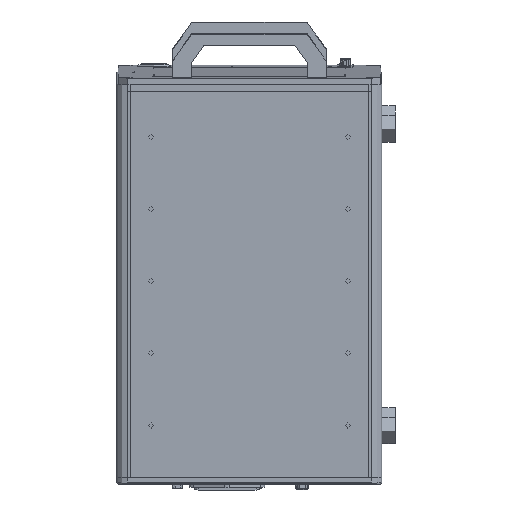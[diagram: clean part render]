
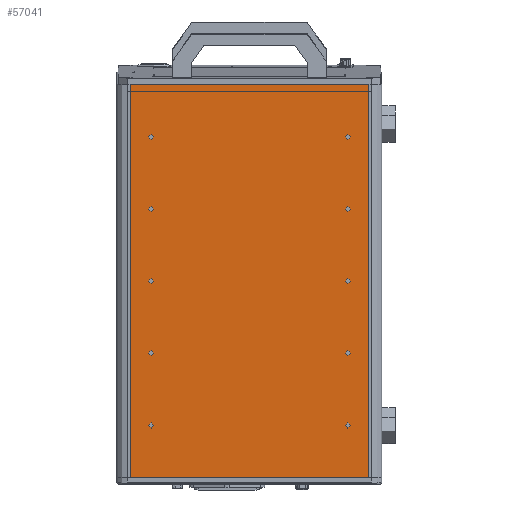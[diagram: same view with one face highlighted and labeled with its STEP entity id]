
A CAD part, left-side view. The second image highlights one B-rep face of the part: STEP entity #57041.
In plain terms, the highlighted planar face has unit normal (-0.999, 0, -0.035).
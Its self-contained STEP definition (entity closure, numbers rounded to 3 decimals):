
#1606 = DIRECTION ( 'NONE',  ( 0.999, 0., 0.035 ) ) ;
#2020 = VECTOR ( 'NONE', #25139, 1000. ) ;
#2627 = VERTEX_POINT ( 'NONE', #68902 ) ;
#2803 = DIRECTION ( 'NONE',  ( 0.999, 0., 0.035 ) ) ;
#3111 = CARTESIAN_POINT ( 'NONE',  ( -412.755, 176.003, 276.364 ) ) ;
#4635 = FACE_BOUND ( 'NONE', #56105, .T. ) ;
#4814 = EDGE_LOOP ( 'NONE', ( #64699 ) ) ;
#5494 = CARTESIAN_POINT ( 'NONE',  ( -405.674, 101.003, 71.487 ) ) ;
#5891 = FACE_BOUND ( 'NONE', #34037, .T. ) ;
#5894 = EDGE_CURVE ( 'NONE', #38920, #38920, #45017, .T. ) ;
#6250 = VERTEX_POINT ( 'NONE', #17387 ) ;
#7508 = DIRECTION ( 'NONE',  ( -0.035, 0., 0.999 ) ) ;
#7786 = DIRECTION ( 'NONE',  ( -0.035, 0., 0.999 ) ) ;
#9094 = CARTESIAN_POINT ( 'NONE',  ( -414.724, 176.003, 333.33 ) ) ;
#9515 = VERTEX_POINT ( 'NONE', #21056 ) ;
#9837 = EDGE_LOOP ( 'NONE', ( #41901 ) ) ;
#9843 = DIRECTION ( 'NONE',  ( 0.999, 0., 0.035 ) ) ;
#10064 = VECTOR ( 'NONE', #16833, 1000. ) ;
#10605 = EDGE_LOOP ( 'NONE', ( #46365 ) ) ;
#10808 = EDGE_LOOP ( 'NONE', ( #47915 ) ) ;
#10989 = EDGE_CURVE ( 'NONE', #50956, #6250, #11072, .T. ) ;
#11072 = LINE ( 'NONE', #5494, #2020 ) ;
#11479 = FACE_BOUND ( 'NONE', #43000, .T. ) ;
#12635 = CARTESIAN_POINT ( 'NONE',  ( -410.925, 176.003, 223.396 ) ) ;
#12798 = AXIS2_PLACEMENT_3D ( 'NONE', #44381, #44812, #25989 ) ;
#12950 = CARTESIAN_POINT ( 'NONE',  ( -412.825, 176.003, 278.363 ) ) ;
#13277 = CARTESIAN_POINT ( 'NONE',  ( -407.125, 176.003, 113.461 ) ) ;
#14784 = ORIENTED_EDGE ( 'NONE', *, *, #10989, .T. ) ;
#16022 = CIRCLE ( 'NONE', #46101, 2. ) ;
#16448 = CARTESIAN_POINT ( 'NONE',  ( -412.825, 26.003, 278.363 ) ) ;
#16833 = DIRECTION ( 'NONE',  ( 0.035, 0., -0.999 ) ) ;
#17387 = CARTESIAN_POINT ( 'NONE',  ( -405.674, 10., 71.487 ) ) ;
#18311 = PLANE ( 'NONE',  #12798 ) ;
#18788 = DIRECTION ( 'NONE',  ( -0.035, 0., 0.999 ) ) ;
#18897 = CARTESIAN_POINT ( 'NONE',  ( -416.037, 101.003, 371.308 ) ) ;
#18986 = EDGE_CURVE ( 'NONE', #84450, #84450, #29243, .T. ) ;
#19165 = DIRECTION ( 'NONE',  ( 0.999, 0., 0.035 ) ) ;
#21056 = CARTESIAN_POINT ( 'NONE',  ( -410.925, 26.003, 223.396 ) ) ;
#21323 = LINE ( 'NONE', #26910, #36728 ) ;
#21917 = VERTEX_POINT ( 'NONE', #59119 ) ;
#22129 = EDGE_LOOP ( 'NONE', ( #76297 ) ) ;
#22562 = AXIS2_PLACEMENT_3D ( 'NONE', #67410, #1606, #39658 ) ;
#24684 = DIRECTION ( 'NONE',  ( -0.035, 0., 0.999 ) ) ;
#24730 = DIRECTION ( 'NONE',  ( -0.035, 0., 0.999 ) ) ;
#25094 = EDGE_CURVE ( 'NONE', #54084, #54084, #16022, .T. ) ;
#25139 = DIRECTION ( 'NONE',  ( 0., -1., 0. ) ) ;
#25288 = LINE ( 'NONE', #18897, #68111 ) ;
#25668 = DIRECTION ( 'NONE',  ( 0.999, 0., 0.035 ) ) ;
#25989 = DIRECTION ( 'NONE',  ( -0.035, 0., 0.999 ) ) ;
#26126 = EDGE_CURVE ( 'NONE', #63014, #63014, #51590, .T. ) ;
#26639 = ORIENTED_EDGE ( 'NONE', *, *, #83920, .T. ) ;
#26910 = CARTESIAN_POINT ( 'NONE',  ( -410.856, 10., 221.397 ) ) ;
#29243 = CIRCLE ( 'NONE', #44253, 2. ) ;
#30001 = ORIENTED_EDGE ( 'NONE', *, *, #41186, .T. ) ;
#30922 = AXIS2_PLACEMENT_3D ( 'NONE', #67775, #2803, #7508 ) ;
#31188 = DIRECTION ( 'NONE',  ( 0.999, 0., 0.035 ) ) ;
#31641 = DIRECTION ( 'NONE',  ( -0.035, 0., 0.999 ) ) ;
#31963 = FACE_BOUND ( 'NONE', #10808, .T. ) ;
#32402 = FACE_BOUND ( 'NONE', #9837, .T. ) ;
#34037 = EDGE_LOOP ( 'NONE', ( #51045 ) ) ;
#34827 = CARTESIAN_POINT ( 'NONE',  ( -407.125, 26.003, 113.461 ) ) ;
#36728 = VECTOR ( 'NONE', #65811, 1000. ) ;
#37693 = ORIENTED_EDGE ( 'NONE', *, *, #78128, .T. ) ;
#37970 = FACE_BOUND ( 'NONE', #10605, .T. ) ;
#38761 = DIRECTION ( 'NONE',  ( 0.999, 0., 0.035 ) ) ;
#38920 = VERTEX_POINT ( 'NONE', #13277 ) ;
#39252 = CARTESIAN_POINT ( 'NONE',  ( -414.724, 26.003, 333.33 ) ) ;
#39658 = DIRECTION ( 'NONE',  ( -0.035, 0., 0.999 ) ) ;
#40274 = CARTESIAN_POINT ( 'NONE',  ( -410.856, 176.003, 221.397 ) ) ;
#41186 = EDGE_CURVE ( 'NONE', #21917, #21917, #64794, .T. ) ;
#41610 = AXIS2_PLACEMENT_3D ( 'NONE', #58037, #64876, #52056 ) ;
#41901 = ORIENTED_EDGE ( 'NONE', *, *, #25094, .T. ) ;
#42356 = EDGE_CURVE ( 'NONE', #61247, #61247, #63518, .T. ) ;
#43000 = EDGE_LOOP ( 'NONE', ( #30001 ) ) ;
#44253 = AXIS2_PLACEMENT_3D ( 'NONE', #40274, #58678, #7786 ) ;
#44381 = CARTESIAN_POINT ( 'NONE',  ( -410.856, 101.003, 221.397 ) ) ;
#44595 = CIRCLE ( 'NONE', #30922, 2. ) ;
#44812 = DIRECTION ( 'NONE',  ( -0.999, 0., -0.035 ) ) ;
#45017 = CIRCLE ( 'NONE', #49115, 2. ) ;
#46101 = AXIS2_PLACEMENT_3D ( 'NONE', #53897, #9843, #47488 ) ;
#46306 = EDGE_CURVE ( 'NONE', #51877, #51877, #44595, .T. ) ;
#46365 = ORIENTED_EDGE ( 'NONE', *, *, #26126, .T. ) ;
#46501 = EDGE_CURVE ( 'NONE', #71962, #71962, #48691, .T. ) ;
#47488 = DIRECTION ( 'NONE',  ( -0.035, 0., 0.999 ) ) ;
#47579 = AXIS2_PLACEMENT_3D ( 'NONE', #64847, #38761, #24684 ) ;
#47915 = ORIENTED_EDGE ( 'NONE', *, *, #46306, .T. ) ;
#48691 = CIRCLE ( 'NONE', #58269, 2. ) ;
#49115 = AXIS2_PLACEMENT_3D ( 'NONE', #83281, #19165, #24730 ) ;
#49197 = EDGE_LOOP ( 'NONE', ( #53560, #14784, #70029, #37693 ) ) ;
#49343 = LINE ( 'NONE', #55757, #10064 ) ;
#49888 = EDGE_LOOP ( 'NONE', ( #72560 ) ) ;
#50802 = CARTESIAN_POINT ( 'NONE',  ( -414.655, 26.003, 331.331 ) ) ;
#50956 = VERTEX_POINT ( 'NONE', #66284 ) ;
#51006 = CIRCLE ( 'NONE', #53743, 2. ) ;
#51045 = ORIENTED_EDGE ( 'NONE', *, *, #46501, .T. ) ;
#51063 = VERTEX_POINT ( 'NONE', #65913 ) ;
#51230 = EDGE_CURVE ( 'NONE', #6250, #2627, #21323, .T. ) ;
#51590 = CIRCLE ( 'NONE', #47579, 2. ) ;
#51804 = DIRECTION ( 'NONE',  ( 0., 1., 0. ) ) ;
#51877 = VERTEX_POINT ( 'NONE', #53148 ) ;
#52056 = DIRECTION ( 'NONE',  ( -0.035, 0., 0.999 ) ) ;
#52061 = DIRECTION ( 'NONE',  ( 0.999, 0., 0.035 ) ) ;
#52877 = EDGE_CURVE ( 'NONE', #51063, #50956, #49343, .T. ) ;
#53148 = CARTESIAN_POINT ( 'NONE',  ( -409.025, 26.003, 168.429 ) ) ;
#53560 = ORIENTED_EDGE ( 'NONE', *, *, #52877, .T. ) ;
#53615 = ORIENTED_EDGE ( 'NONE', *, *, #42356, .T. ) ;
#53743 = AXIS2_PLACEMENT_3D ( 'NONE', #70571, #25668, #31641 ) ;
#53897 = CARTESIAN_POINT ( 'NONE',  ( -407.056, 26.003, 111.463 ) ) ;
#54084 = VERTEX_POINT ( 'NONE', #34827 ) ;
#55757 = CARTESIAN_POINT ( 'NONE',  ( -410.856, 192.005, 221.397 ) ) ;
#56056 = EDGE_CURVE ( 'NONE', #9515, #9515, #51006, .T. ) ;
#56105 = EDGE_LOOP ( 'NONE', ( #26639 ) ) ;
#57041 = ADVANCED_FACE ( 'NONE', ( #4635, #37970, #57232, #31963, #32402, #5891, #84119, #76866, #83691, #11479, #84546 ), #18311, .T. ) ;
#57232 = FACE_BOUND ( 'NONE', #4814, .T. ) ;
#57661 = VERTEX_POINT ( 'NONE', #39252 ) ;
#58037 = CARTESIAN_POINT ( 'NONE',  ( -408.956, 176.003, 166.43 ) ) ;
#58269 = AXIS2_PLACEMENT_3D ( 'NONE', #3111, #31188, #18788 ) ;
#58678 = DIRECTION ( 'NONE',  ( 0.999, 0., 0.035 ) ) ;
#59119 = CARTESIAN_POINT ( 'NONE',  ( -409.025, 176.003, 168.429 ) ) ;
#61247 = VERTEX_POINT ( 'NONE', #9094 ) ;
#63014 = VERTEX_POINT ( 'NONE', #16448 ) ;
#63518 = CIRCLE ( 'NONE', #22562, 2. ) ;
#64699 = ORIENTED_EDGE ( 'NONE', *, *, #56056, .T. ) ;
#64794 = CIRCLE ( 'NONE', #41610, 2. ) ;
#64847 = CARTESIAN_POINT ( 'NONE',  ( -412.755, 26.003, 276.364 ) ) ;
#64876 = DIRECTION ( 'NONE',  ( 0.999, 0., 0.035 ) ) ;
#65811 = DIRECTION ( 'NONE',  ( -0.035, 0., 0.999 ) ) ;
#65913 = CARTESIAN_POINT ( 'NONE',  ( -416.037, 192.005, 371.308 ) ) ;
#66284 = CARTESIAN_POINT ( 'NONE',  ( -405.674, 192.005, 71.487 ) ) ;
#67410 = CARTESIAN_POINT ( 'NONE',  ( -414.655, 176.003, 331.331 ) ) ;
#67775 = CARTESIAN_POINT ( 'NONE',  ( -408.956, 26.003, 166.43 ) ) ;
#68111 = VECTOR ( 'NONE', #51804, 1000. ) ;
#68902 = CARTESIAN_POINT ( 'NONE',  ( -416.037, 10., 371.308 ) ) ;
#70029 = ORIENTED_EDGE ( 'NONE', *, *, #51230, .T. ) ;
#70571 = CARTESIAN_POINT ( 'NONE',  ( -410.856, 26.003, 221.397 ) ) ;
#70962 = EDGE_LOOP ( 'NONE', ( #53615 ) ) ;
#71962 = VERTEX_POINT ( 'NONE', #12950 ) ;
#72560 = ORIENTED_EDGE ( 'NONE', *, *, #18986, .T. ) ;
#76297 = ORIENTED_EDGE ( 'NONE', *, *, #5894, .T. ) ;
#76866 = FACE_OUTER_BOUND ( 'NONE', #49197, .T. ) ;
#78128 = EDGE_CURVE ( 'NONE', #2627, #51063, #25288, .T. ) ;
#80182 = AXIS2_PLACEMENT_3D ( 'NONE', #50802, #52061, #84539 ) ;
#81533 = CIRCLE ( 'NONE', #80182, 2. ) ;
#83281 = CARTESIAN_POINT ( 'NONE',  ( -407.056, 176.003, 111.463 ) ) ;
#83691 = FACE_BOUND ( 'NONE', #49888, .T. ) ;
#83920 = EDGE_CURVE ( 'NONE', #57661, #57661, #81533, .T. ) ;
#84119 = FACE_BOUND ( 'NONE', #70962, .T. ) ;
#84450 = VERTEX_POINT ( 'NONE', #12635 ) ;
#84539 = DIRECTION ( 'NONE',  ( -0.035, 0., 0.999 ) ) ;
#84546 = FACE_BOUND ( 'NONE', #22129, .T. ) ;
